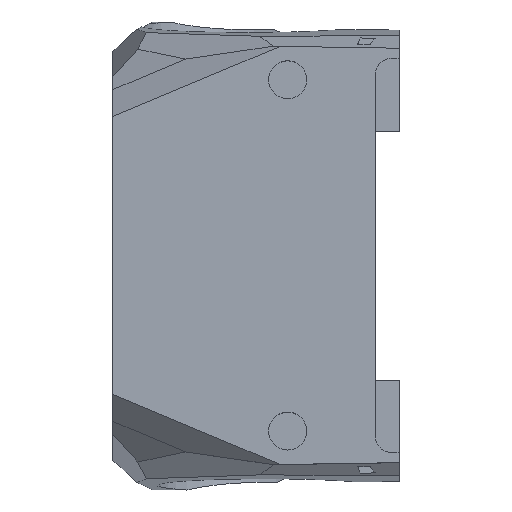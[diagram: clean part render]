
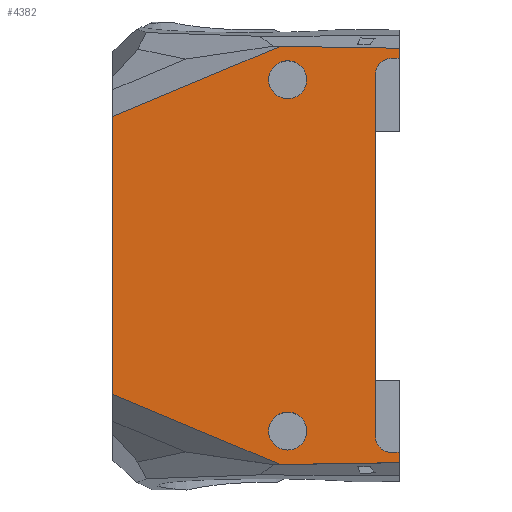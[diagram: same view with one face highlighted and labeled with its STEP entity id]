
A CAD part, top view. The second image highlights one B-rep face of the part: STEP entity #4382.
In plain terms, the highlighted planar face has unit normal (0, 0, 1).
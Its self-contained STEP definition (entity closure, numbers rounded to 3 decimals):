
#61=FACE_BOUND('',#1482,.T.);
#62=FACE_BOUND('',#1483,.T.);
#443=LINE('',#11499,#861);
#451=LINE('',#11517,#869);
#455=LINE('',#11527,#873);
#456=LINE('',#11528,#874);
#457=LINE('',#11530,#875);
#458=LINE('',#11532,#876);
#459=LINE('',#11533,#877);
#460=LINE('',#11535,#878);
#461=LINE('',#11537,#879);
#462=LINE('',#11540,#880);
#861=VECTOR('',#5877,1000.);
#869=VECTOR('',#5891,1000.);
#873=VECTOR('',#5899,1000.);
#874=VECTOR('',#5900,1000.);
#875=VECTOR('',#5901,10.);
#876=VECTOR('',#5902,10.);
#877=VECTOR('',#5903,10.);
#878=VECTOR('',#5904,1000.);
#879=VECTOR('',#5905,1000.);
#880=VECTOR('',#5908,1000.);
#1024=PLANE('',#4769);
#1241=FACE_OUTER_BOUND('',#1481,.T.);
#1481=EDGE_LOOP('',(#4027,#4028,#4029,#4030,#4031,#4032,#4033,#4034,#4035,
#4036,#4037,#4038));
#1482=EDGE_LOOP('',(#4039));
#1483=EDGE_LOOP('',(#4040));
#1693=CIRCLE('',#4772,2.35);
#1694=CIRCLE('',#4773,2.35);
#1735=ELLIPSE('',#4770,2.071,2.);
#1736=ELLIPSE('',#4771,2.071,2.);
#2129=VERTEX_POINT('',#11496);
#2130=VERTEX_POINT('',#11498);
#2136=VERTEX_POINT('',#11515);
#2137=VERTEX_POINT('',#11516);
#2139=VERTEX_POINT('',#11523);
#2140=VERTEX_POINT('',#11524);
#2141=VERTEX_POINT('',#11526);
#2142=VERTEX_POINT('',#11529);
#2143=VERTEX_POINT('',#11531);
#2144=VERTEX_POINT('',#11534);
#2145=VERTEX_POINT('',#11536);
#2146=VERTEX_POINT('',#11538);
#2147=VERTEX_POINT('',#11541);
#2148=VERTEX_POINT('',#11543);
#2763=EDGE_CURVE('',#2130,#2129,#443,.T.);
#2771=EDGE_CURVE('',#2136,#2137,#451,.T.);
#2775=EDGE_CURVE('',#2139,#2140,#1735,.T.);
#2776=EDGE_CURVE('',#2140,#2141,#455,.T.);
#2777=EDGE_CURVE('',#2141,#2130,#456,.T.);
#2778=EDGE_CURVE('',#2142,#2129,#457,.T.);
#2779=EDGE_CURVE('',#2142,#2143,#458,.T.);
#2780=EDGE_CURVE('',#2136,#2143,#459,.T.);
#2781=EDGE_CURVE('',#2137,#2144,#460,.T.);
#2782=EDGE_CURVE('',#2144,#2145,#461,.T.);
#2783=EDGE_CURVE('',#2145,#2146,#1736,.T.);
#2784=EDGE_CURVE('',#2146,#2139,#462,.T.);
#2785=EDGE_CURVE('',#2147,#2147,#1693,.T.);
#2786=EDGE_CURVE('',#2148,#2148,#1694,.T.);
#4027=ORIENTED_EDGE('',*,*,#2775,.T.);
#4028=ORIENTED_EDGE('',*,*,#2776,.T.);
#4029=ORIENTED_EDGE('',*,*,#2777,.T.);
#4030=ORIENTED_EDGE('',*,*,#2763,.T.);
#4031=ORIENTED_EDGE('',*,*,#2778,.F.);
#4032=ORIENTED_EDGE('',*,*,#2779,.T.);
#4033=ORIENTED_EDGE('',*,*,#2780,.F.);
#4034=ORIENTED_EDGE('',*,*,#2771,.T.);
#4035=ORIENTED_EDGE('',*,*,#2781,.T.);
#4036=ORIENTED_EDGE('',*,*,#2782,.T.);
#4037=ORIENTED_EDGE('',*,*,#2783,.T.);
#4038=ORIENTED_EDGE('',*,*,#2784,.T.);
#4039=ORIENTED_EDGE('',*,*,#2785,.T.);
#4040=ORIENTED_EDGE('',*,*,#2786,.T.);
#4382=ADVANCED_FACE('',(#1241,#61,#62),#1024,.T.);
#4769=AXIS2_PLACEMENT_3D('',#11522,#5895,#5896);
#4770=AXIS2_PLACEMENT_3D('',#11525,#5897,#5898);
#4771=AXIS2_PLACEMENT_3D('',#11539,#5906,#5907);
#4772=AXIS2_PLACEMENT_3D('',#11542,#5909,#5910);
#4773=AXIS2_PLACEMENT_3D('',#11544,#5911,#5912);
#5877=DIRECTION('',(-1.,0.016,0.));
#5891=DIRECTION('',(1.,0.016,0.));
#5895=DIRECTION('center_axis',(0.,0.,
1.));
#5896=DIRECTION('ref_axis',(1.,0.,0.));
#5897=DIRECTION('center_axis',(0.,0.,-1.));
#5898=DIRECTION('ref_axis',(0.,1.,0.));
#5899=DIRECTION('',(1.,0.,0.));
#5900=DIRECTION('',(0.,1.,0.));
#5901=DIRECTION('',(0.922,0.387,0.));
#5902=DIRECTION('',(0.,-1.,0.));
#5903=DIRECTION('',(-0.922,0.387,0.));
#5904=DIRECTION('',(0.,1.,0.));
#5905=DIRECTION('',(-1.,0.,0.));
#5906=DIRECTION('center_axis',(0.,0.,-1.));
#5907=DIRECTION('ref_axis',(0.,1.,0.));
#5908=DIRECTION('',(0.,1.,0.));
#5909=DIRECTION('center_axis',(0.,0.,
-1.));
#5910=DIRECTION('ref_axis',(0.,1.,0.));
#5911=DIRECTION('center_axis',(0.,0.,
-1.));
#5912=DIRECTION('ref_axis',(0.,1.,0.));
#11496=CARTESIAN_POINT('',(1.455,25.887,41.3));
#11498=CARTESIAN_POINT('',(16.2,25.658,41.3));
#11499=CARTESIAN_POINT('',(17.258,25.641,41.3));
#11515=CARTESIAN_POINT('',(1.455,-25.887,41.3));
#11516=CARTESIAN_POINT('',(16.2,-25.658,41.3));
#11517=CARTESIAN_POINT('',(0.402,-25.903,41.3));
#11522=CARTESIAN_POINT('Origin',(-1.52,0.,
41.3));
#11523=CARTESIAN_POINT('',(13.25,22.328,41.3));
#11524=CARTESIAN_POINT('',(15.25,24.399,41.3));
#11525=CARTESIAN_POINT('Origin',(15.25,22.328,41.3));
#11526=CARTESIAN_POINT('',(16.2,24.399,41.3));
#11527=CARTESIAN_POINT('',(28.25,24.399,41.3));
#11528=CARTESIAN_POINT('',(16.2,0.,41.3));
#11529=CARTESIAN_POINT('',(-19.24,17.189,41.3));
#11530=CARTESIAN_POINT('',(-10.32,20.938,41.3));
#11531=CARTESIAN_POINT('',(-19.24,-17.189,41.3));
#11532=CARTESIAN_POINT('',(-19.24,0.,41.3));
#11533=CARTESIAN_POINT('',(-10.32,-20.938,41.3));
#11534=CARTESIAN_POINT('',(16.2,-24.399,41.3));
#11535=CARTESIAN_POINT('',(16.2,0.,41.3));
#11536=CARTESIAN_POINT('',(15.25,-24.399,41.3));
#11537=CARTESIAN_POINT('',(28.25,-24.399,41.3));
#11538=CARTESIAN_POINT('',(13.25,-22.328,41.3));
#11539=CARTESIAN_POINT('Origin',(15.25,-22.328,41.3));
#11540=CARTESIAN_POINT('',(13.25,0.,41.3));
#11541=CARTESIAN_POINT('',(2.4,19.4,41.3));
#11542=CARTESIAN_POINT('Origin',(2.4,21.75,41.3));
#11543=CARTESIAN_POINT('',(2.4,-24.1,41.3));
#11544=CARTESIAN_POINT('Origin',(2.4,-21.75,41.3));
